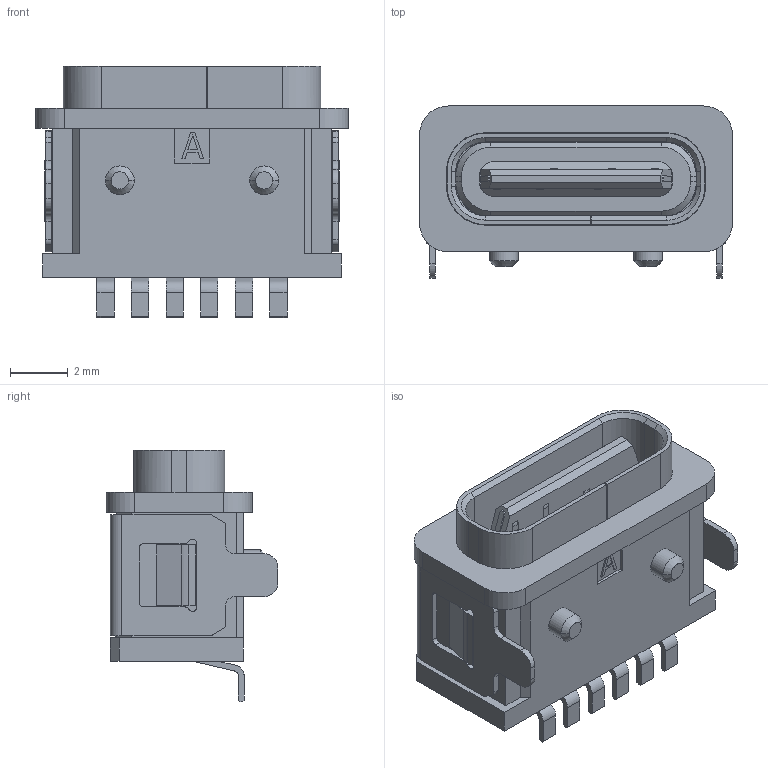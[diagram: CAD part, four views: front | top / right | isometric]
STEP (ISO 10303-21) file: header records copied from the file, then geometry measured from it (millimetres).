
FILE_DESCRIPTION (( 'STEP AP214' ), '1' );
FILE_NAME ('54-00285.STEP', '2023-07-17T14:30:29', ( '' ), ( '' ), 'SwSTEP 2.0', 'SolidWorks 2021', '' );
FILE_SCHEMA (( 'AUTOMOTIVE_DESIGN' ));
Length unit declared in the file: millimetre
Products named in the file (2): 54-00285_54-00285; 54-00285
Assembly tree (1 placements, depth 2):
  54-00285
    54-00285_54-00285
Bounding box: 10.84 x 5.96 x 8.71 mm (x, y, z)
Volume: 234.7 mm3; surface area: 922.1 mm2
Topology: 1 solids, 1 shells, 599 faces, 1686 edges, 1106 vertices
Faces by surface type: plane 435, cylinder 139, cone 25
Entity records: 21741 total; most frequent: CARTESIAN_POINT 4745, ORIENTED_EDGE 3372, DIRECTION 2759, EDGE_CURVE 1686, LINE 1319, VECTOR 1319, VERTEX_POINT 1106, AXIS2_PLACEMENT_3D 720
